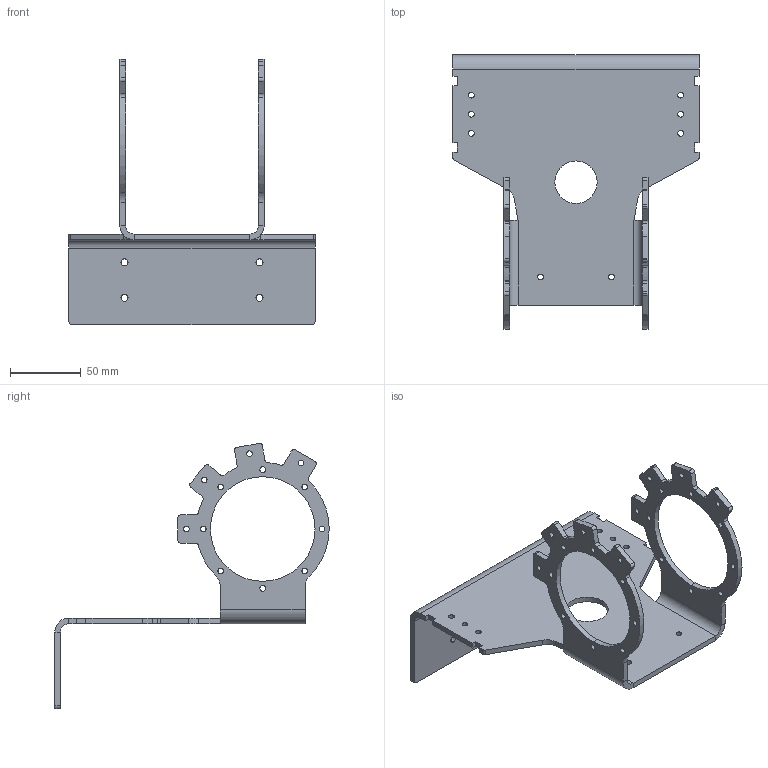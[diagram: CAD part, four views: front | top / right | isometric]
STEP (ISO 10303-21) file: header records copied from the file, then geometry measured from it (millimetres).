
FILE_DESCRIPTION (( 'STEP AP203' ), '1' );
FILE_NAME ('BLKS001-diff_back_plate_Default_sldprt.STEP', '2025-04-29T14:53:48', ( '' ), ( '' ), 'SwSTEP 2.0', 'SolidWorks 2024', '' );
FILE_SCHEMA (( 'CONFIG_CONTROL_DESIGN' ));
Length unit declared in the file: millimetre
Products named in the file (1): BLKS001-diff_back_plate_Default_sldprt
Bounding box: 174 x 194 x 187.51 mm (x, y, z)
Volume: 166578.2 mm3; surface area: 93262.6 mm2
Topology: 1 solids, 1 shells, 209 faces, 597 edges, 390 vertices
Faces by surface type: cylinder 141, plane 68
Entity records: 7154 total; most frequent: DIRECTION 1299, CARTESIAN_POINT 1197, ORIENTED_EDGE 1194, EDGE_CURVE 597, AXIS2_PLACEMENT_3D 492, VERTEX_POINT 390, VECTOR 315, LINE 315
